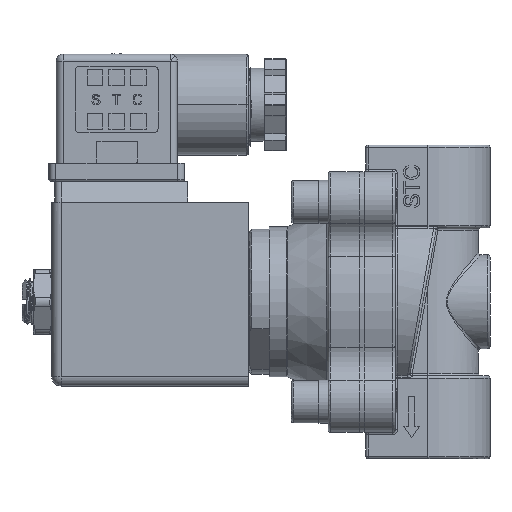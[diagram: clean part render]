
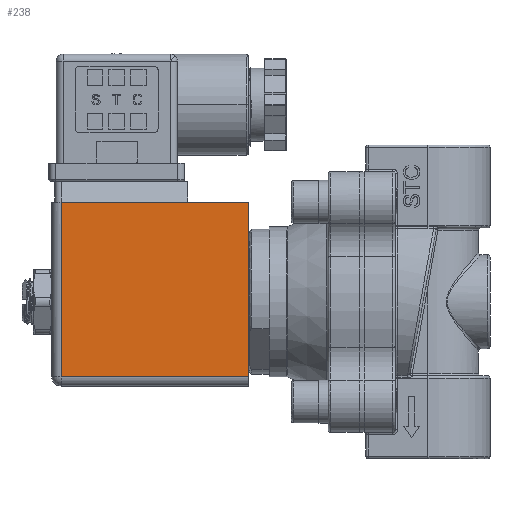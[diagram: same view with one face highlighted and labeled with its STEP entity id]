
A CAD part, left-side view. The second image highlights one B-rep face of the part: STEP entity #238.
In plain terms, the highlighted planar face has unit normal (-1, 0, 0).
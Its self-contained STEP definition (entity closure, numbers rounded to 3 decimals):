
#238 = ADVANCED_FACE ( 'NONE', ( #67039 ), #3837, .T. ) ;
#570 = LINE ( 'NONE', #108910, #107026 ) ;
#3837 = PLANE ( 'NONE',  #62996 ) ;
#4041 = VECTOR ( 'NONE', #15539, 1000. ) ;
#7367 = ORIENTED_EDGE ( 'NONE', *, *, #14802, .T. ) ;
#12529 = ORIENTED_EDGE ( 'NONE', *, *, #22454, .F. ) ;
#14802 = EDGE_CURVE ( 'NONE', #36463, #117439, #570, .T. ) ;
#15539 = DIRECTION ( 'NONE',  ( 0., -1., 0. ) ) ;
#17267 = VECTOR ( 'NONE', #26323, 1000. ) ;
#17382 = VERTEX_POINT ( 'NONE', #32670 ) ;
#18713 = CARTESIAN_POINT ( 'NONE',  ( -17.925, 52.6, -16.32 ) ) ;
#22454 = EDGE_CURVE ( 'NONE', #36463, #17382, #82973, .T. ) ;
#26323 = DIRECTION ( 'NONE',  ( 0., -1., 0. ) ) ;
#32670 = CARTESIAN_POINT ( 'NONE',  ( -17.925, 52.6, 21.68 ) ) ;
#32746 = CARTESIAN_POINT ( 'NONE',  ( -17.925, 52.6, 1.68 ) ) ;
#36463 = VERTEX_POINT ( 'NONE', #94595 ) ;
#40152 = EDGE_CURVE ( 'NONE', #77682, #17382, #115833, .T. ) ;
#41057 = EDGE_LOOP ( 'NONE', ( #101252, #46425, #12529, #7367 ) ) ;
#45254 = CARTESIAN_POINT ( 'NONE',  ( -17.925, 52.6, -18.32 ) ) ;
#46425 = ORIENTED_EDGE ( 'NONE', *, *, #40152, .T. ) ;
#55617 = DIRECTION ( 'NONE',  ( 0., 0., 1. ) ) ;
#57609 = LINE ( 'NONE', #118804, #17267 ) ;
#62996 = AXIS2_PLACEMENT_3D ( 'NONE', #45254, #117452, #55617 ) ;
#67039 = FACE_OUTER_BOUND ( 'NONE', #41057, .T. ) ;
#67883 = DIRECTION ( 'NONE',  ( 0., 0., -1. ) ) ;
#70067 = EDGE_CURVE ( 'NONE', #117439, #77682, #57609, .T. ) ;
#75569 = CARTESIAN_POINT ( 'NONE',  ( -17.925, 93.3, -16.32 ) ) ;
#77259 = CARTESIAN_POINT ( 'NONE',  ( -17.925, 52.6, 21.68 ) ) ;
#77682 = VERTEX_POINT ( 'NONE', #18713 ) ;
#82973 = LINE ( 'NONE', #77259, #4041 ) ;
#88322 = VECTOR ( 'NONE', #114443, 1000. ) ;
#94595 = CARTESIAN_POINT ( 'NONE',  ( -17.925, 93.3, 21.68 ) ) ;
#101252 = ORIENTED_EDGE ( 'NONE', *, *, #70067, .T. ) ;
#107026 = VECTOR ( 'NONE', #67883, 1000. ) ;
#108910 = CARTESIAN_POINT ( 'NONE',  ( -17.925, 93.3, -18.32 ) ) ;
#114443 = DIRECTION ( 'NONE',  ( 0., 0., 1. ) ) ;
#115833 = LINE ( 'NONE', #32746, #88322 ) ;
#117439 = VERTEX_POINT ( 'NONE', #75569 ) ;
#117452 = DIRECTION ( 'NONE',  ( -1., 0., 0. ) ) ;
#118804 = CARTESIAN_POINT ( 'NONE',  ( -17.925, 52.6, -16.32 ) ) ;
